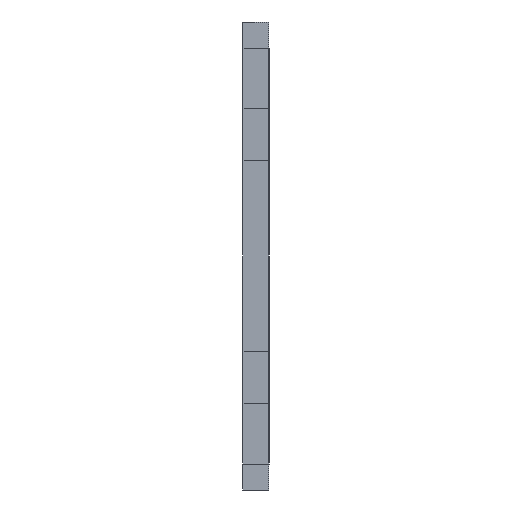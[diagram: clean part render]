
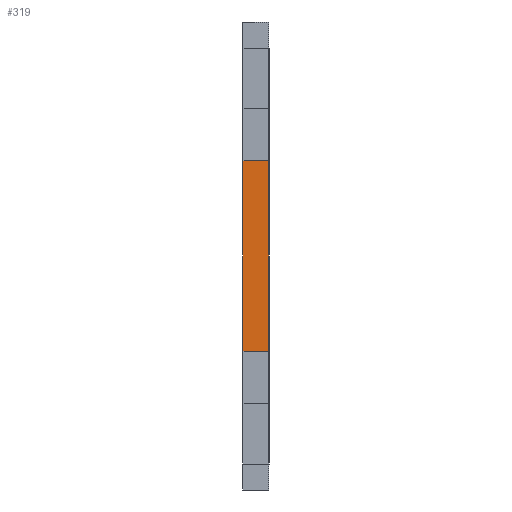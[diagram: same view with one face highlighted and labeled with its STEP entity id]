
A CAD part, left-side view. The second image highlights one B-rep face of the part: STEP entity #319.
In plain terms, the highlighted planar face has unit normal (-1, 0, 0).
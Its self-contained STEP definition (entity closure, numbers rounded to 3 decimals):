
#16 = VECTOR ( 'NONE', #160, 1000. ) ;
#42 = CARTESIAN_POINT ( 'NONE',  ( 0., 3., 0. ) ) ;
#59 = LINE ( 'NONE', #1243, #16 ) ;
#78 = VECTOR ( 'NONE', #552, 1000. ) ;
#133 = VERTEX_POINT ( 'NONE', #689 ) ;
#150 = DIRECTION ( 'NONE',  ( 0., 0., -1. ) ) ;
#159 = FACE_OUTER_BOUND ( 'NONE', #838, .T. ) ;
#160 = DIRECTION ( 'NONE',  ( 0., -1., 0. ) ) ;
#213 = VERTEX_POINT ( 'NONE', #333 ) ;
#283 = EDGE_CURVE ( 'NONE', #1251, #133, #537, .T. ) ;
#294 = CARTESIAN_POINT ( 'NONE',  ( 0., 3., -35. ) ) ;
#309 = VERTEX_POINT ( 'NONE', #844 ) ;
#318 = ORIENTED_EDGE ( 'NONE', *, *, #589, .F. ) ;
#319 = ADVANCED_FACE ( 'NONE', ( #159 ), #661, .T. ) ;
#333 = CARTESIAN_POINT ( 'NONE',  ( 0., 0., -13. ) ) ;
#341 = CARTESIAN_POINT ( 'NONE',  ( 0., 0., 0. ) ) ;
#436 = VECTOR ( 'NONE', #150, 1000. ) ;
#537 = LINE ( 'NONE', #731, #761 ) ;
#552 = DIRECTION ( 'NONE',  ( 0., 0., -1. ) ) ;
#589 = EDGE_CURVE ( 'NONE', #213, #133, #937, .T. ) ;
#661 = PLANE ( 'NONE',  #810 ) ;
#689 = CARTESIAN_POINT ( 'NONE',  ( 0., 0., -35. ) ) ;
#731 = CARTESIAN_POINT ( 'NONE',  ( 0., 3., -35. ) ) ;
#754 = CARTESIAN_POINT ( 'NONE',  ( 0., 3., 0. ) ) ;
#761 = VECTOR ( 'NONE', #1131, 1000. ) ;
#765 = ORIENTED_EDGE ( 'NONE', *, *, #283, .T. ) ;
#792 = ORIENTED_EDGE ( 'NONE', *, *, #1063, .T. ) ;
#810 = AXIS2_PLACEMENT_3D ( 'NONE', #42, #1068, #1055 ) ;
#838 = EDGE_LOOP ( 'NONE', ( #792, #765, #318, #1038 ) ) ;
#844 = CARTESIAN_POINT ( 'NONE',  ( 0., 3., -13. ) ) ;
#937 = LINE ( 'NONE', #341, #436 ) ;
#1038 = ORIENTED_EDGE ( 'NONE', *, *, #1051, .F. ) ;
#1051 = EDGE_CURVE ( 'NONE', #309, #213, #59, .T. ) ;
#1055 = DIRECTION ( 'NONE',  ( 0., 0., 1. ) ) ;
#1063 = EDGE_CURVE ( 'NONE', #309, #1251, #1229, .T. ) ;
#1068 = DIRECTION ( 'NONE',  ( -1., 0., 0. ) ) ;
#1131 = DIRECTION ( 'NONE',  ( 0., -1., 0. ) ) ;
#1229 = LINE ( 'NONE', #754, #78 ) ;
#1243 = CARTESIAN_POINT ( 'NONE',  ( 0., 3., -13. ) ) ;
#1251 = VERTEX_POINT ( 'NONE', #294 ) ;
